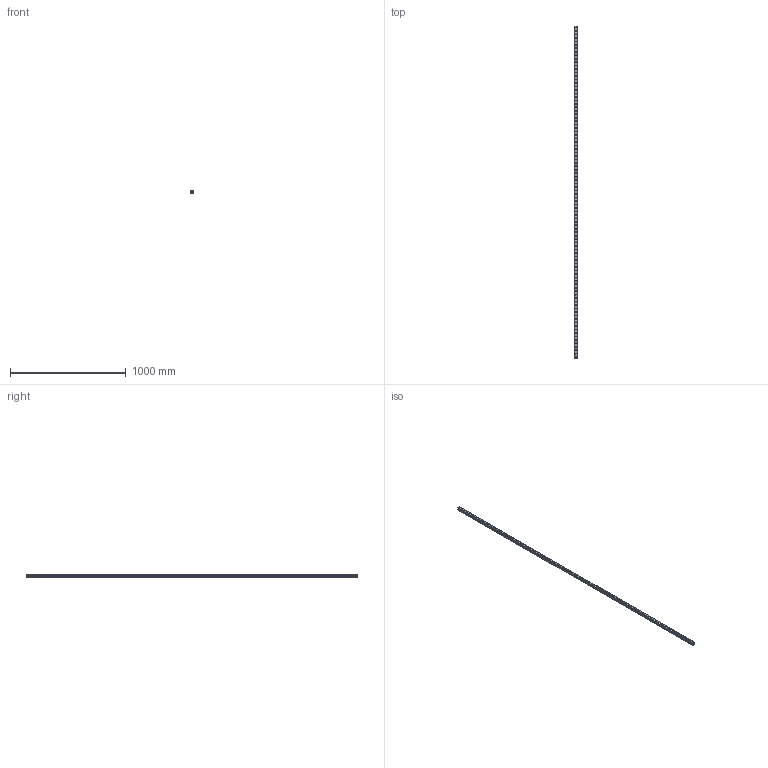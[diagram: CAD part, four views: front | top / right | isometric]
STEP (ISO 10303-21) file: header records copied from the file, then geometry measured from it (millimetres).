
FILE_DESCRIPTION(('STEP AP214'),'1');
FILE_NAME('cctmp_66A1CCCC-C6A0-4799-8527-FACE78F884B6_2021_03_10_12_06_48_0238..stp','2021-03-10T11:06:48',('HIWIN GmbH'),('CADClick - www.CADClick.com'),'Spatial InterOp 3D',' ','unknown authorization');
FILE_SCHEMA(('AUTOMOTIVE_DESIGN'));
Length unit declared in the file: millimetre
Products named in the file (1): RGR25R2870H_FILE
Bounding box: 23 x 2870 x 23.6 mm (x, y, z)
Volume: 1150478.2 mm3; surface area: 356419.2 mm2
Topology: 1 solids, 1 shells, 981 faces, 2061 edges, 1374 vertices
Faces by surface type: cylinder 594, plane 387
Entity records: 34675 total; most frequent: DIRECTION 5213, CARTESIAN_POINT 4417, ORIENTED_EDGE 4122, AXIS2_PLACEMENT_3D 2170, EDGE_CURVE 2061, VERTEX_POINT 1374, EDGE_LOOP 1273, CIRCLE 1188
